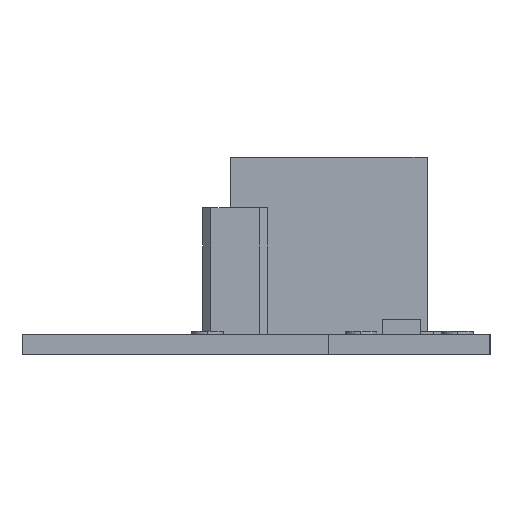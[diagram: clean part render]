
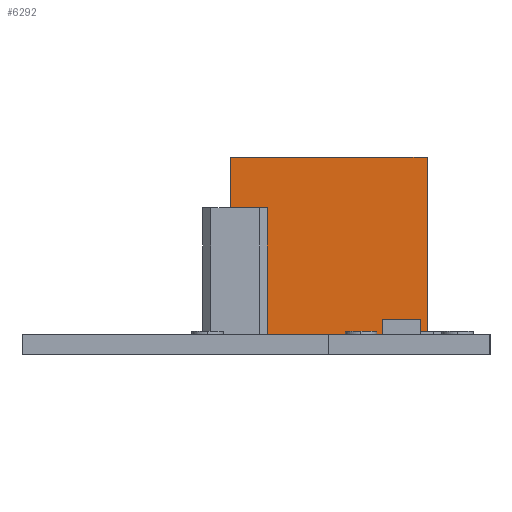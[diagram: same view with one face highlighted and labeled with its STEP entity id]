
A CAD part, left-side view. The second image highlights one B-rep face of the part: STEP entity #6292.
In plain terms, the highlighted free-form (B-spline) face has degree [1, 1] with [2, 2] control points.
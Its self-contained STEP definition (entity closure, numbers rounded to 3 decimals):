
#70 = PLANE('',#71);
#71 = AXIS2_PLACEMENT_3D('',#72,#73,#74);
#72 = CARTESIAN_POINT('',(0.,0.,1.6));
#73 = DIRECTION('',(0.,0.,-1.));
#74 = DIRECTION('',(-1.,0.,0.));
#2029 = VERTEX_POINT('',#2030);
#2030 = CARTESIAN_POINT('',(41.529,4.953,1.6));
#2044 = B_SPLINE_SURFACE_WITH_KNOTS('',1,1,(
    (#2045,#2046)
    ,(#2047,#2048
    )),.UNSPECIFIED.,.F.,.F.,.F.,(2,2),(2,2),(0.,1.),(0.,1.),
  .PIECEWISE_BEZIER_KNOTS.);
#2045 = CARTESIAN_POINT('',(41.529,4.953,15.57));
#2046 = CARTESIAN_POINT('',(41.529,4.953,1.6));
#2047 = CARTESIAN_POINT('',(47.879,4.953,15.57));
#2048 = CARTESIAN_POINT('',(47.879,4.953,1.6));
#2083 = VERTEX_POINT('',#2084);
#2084 = CARTESIAN_POINT('',(41.529,20.447,1.6));
#2096 = B_SPLINE_SURFACE_WITH_KNOTS('',1,1,(
    (#2097,#2098)
    ,(#2099,#2100
    )),.UNSPECIFIED.,.F.,.F.,.F.,(2,2),(2,2),(0.,1.),(0.,1.),
  .PIECEWISE_BEZIER_KNOTS.);
#2097 = CARTESIAN_POINT('',(47.879,20.447,15.57));
#2098 = CARTESIAN_POINT('',(47.879,20.447,1.6));
#2099 = CARTESIAN_POINT('',(41.529,20.447,15.57));
#2100 = CARTESIAN_POINT('',(41.529,20.447,1.6));
#2108 = EDGE_CURVE('',#2083,#2029,#2109,.T.);
#2109 = SURFACE_CURVE('',#2110,(#2113,#2119),.PCURVE_S1.);
#2110 = B_SPLINE_CURVE_WITH_KNOTS('',1,(#2111,#2112),.UNSPECIFIED.,.F.,
  .F.,(2,2),(0.,1.),.PIECEWISE_BEZIER_KNOTS.);
#2111 = CARTESIAN_POINT('',(41.529,20.447,1.6));
#2112 = CARTESIAN_POINT('',(41.529,4.953,1.6));
#2113 = PCURVE('',#70,#2114);
#2114 = DEFINITIONAL_REPRESENTATION('',(#2115),#2118);
#2115 = B_SPLINE_CURVE_WITH_KNOTS('',1,(#2116,#2117),.UNSPECIFIED.,.F.,
  .F.,(2,2),(0.,1.),.PIECEWISE_BEZIER_KNOTS.);
#2116 = CARTESIAN_POINT('',(-41.529,20.447));
#2117 = CARTESIAN_POINT('',(-41.529,4.953));
#2118 = ( GEOMETRIC_REPRESENTATION_CONTEXT(2) 
PARAMETRIC_REPRESENTATION_CONTEXT() REPRESENTATION_CONTEXT('2D SPACE',''
  ) );
#2119 = PCURVE('',#2120,#2125);
#2120 = B_SPLINE_SURFACE_WITH_KNOTS('',1,1,(
    (#2121,#2122)
    ,(#2123,#2124
    )),.UNSPECIFIED.,.F.,.F.,.F.,(2,2),(2,2),(0.,1.),(0.,1.),
  .PIECEWISE_BEZIER_KNOTS.);
#2121 = CARTESIAN_POINT('',(41.529,20.447,15.57));
#2122 = CARTESIAN_POINT('',(41.529,20.447,1.6));
#2123 = CARTESIAN_POINT('',(41.529,4.953,15.57));
#2124 = CARTESIAN_POINT('',(41.529,4.953,1.6));
#2125 = DEFINITIONAL_REPRESENTATION('',(#2126),#2130);
#2126 = LINE('',#2127,#2128);
#2127 = CARTESIAN_POINT('',(0.,1.));
#2128 = VECTOR('',#2129,1.);
#2129 = DIRECTION('',(1.,0.));
#2130 = ( GEOMETRIC_REPRESENTATION_CONTEXT(2) 
PARAMETRIC_REPRESENTATION_CONTEXT() REPRESENTATION_CONTEXT('2D SPACE',''
  ) );
#6224 = EDGE_CURVE('',#6225,#2029,#6227,.T.);
#6225 = VERTEX_POINT('',#6226);
#6226 = CARTESIAN_POINT('',(41.529,4.953,15.57));
#6227 = SURFACE_CURVE('',#6228,(#6231,#6238),.PCURVE_S1.);
#6228 = B_SPLINE_CURVE_WITH_KNOTS('',1,(#6229,#6230),.UNSPECIFIED.,.F.,
  .F.,(2,2),(0.,1.),.PIECEWISE_BEZIER_KNOTS.);
#6229 = CARTESIAN_POINT('',(41.529,4.953,15.57));
#6230 = CARTESIAN_POINT('',(41.529,4.953,1.6));
#6231 = PCURVE('',#2044,#6232);
#6232 = DEFINITIONAL_REPRESENTATION('',(#6233),#6237);
#6233 = LINE('',#6234,#6235);
#6234 = CARTESIAN_POINT('',(0.,0.));
#6235 = VECTOR('',#6236,1.);
#6236 = DIRECTION('',(0.,1.));
#6237 = ( GEOMETRIC_REPRESENTATION_CONTEXT(2) 
PARAMETRIC_REPRESENTATION_CONTEXT() REPRESENTATION_CONTEXT('2D SPACE',''
  ) );
#6238 = PCURVE('',#2120,#6239);
#6239 = DEFINITIONAL_REPRESENTATION('',(#6240),#6244);
#6240 = LINE('',#6241,#6242);
#6241 = CARTESIAN_POINT('',(1.,0.));
#6242 = VECTOR('',#6243,1.);
#6243 = DIRECTION('',(0.,1.));
#6244 = ( GEOMETRIC_REPRESENTATION_CONTEXT(2) 
PARAMETRIC_REPRESENTATION_CONTEXT() REPRESENTATION_CONTEXT('2D SPACE',''
  ) );
#6261 = PLANE('',#6262);
#6262 = AXIS2_PLACEMENT_3D('',#6263,#6264,#6265);
#6263 = CARTESIAN_POINT('',(47.879,4.953,15.57));
#6264 = DIRECTION('',(0.,0.,-1.));
#6265 = DIRECTION('',(-1.,0.,0.));
#6292 = ADVANCED_FACE('',(#6293),#2120,.F.);
#6293 = FACE_BOUND('',#6294,.F.);
#6294 = EDGE_LOOP('',(#6295,#6317,#6336,#6337));
#6295 = ORIENTED_EDGE('',*,*,#6296,.F.);
#6296 = EDGE_CURVE('',#6297,#2083,#6299,.T.);
#6297 = VERTEX_POINT('',#6298);
#6298 = CARTESIAN_POINT('',(41.529,20.447,15.57));
#6299 = SURFACE_CURVE('',#6300,(#6303,#6310),.PCURVE_S1.);
#6300 = B_SPLINE_CURVE_WITH_KNOTS('',1,(#6301,#6302),.UNSPECIFIED.,.F.,
  .F.,(2,2),(0.,1.),.PIECEWISE_BEZIER_KNOTS.);
#6301 = CARTESIAN_POINT('',(41.529,20.447,15.57));
#6302 = CARTESIAN_POINT('',(41.529,20.447,1.6));
#6303 = PCURVE('',#2120,#6304);
#6304 = DEFINITIONAL_REPRESENTATION('',(#6305),#6309);
#6305 = LINE('',#6306,#6307);
#6306 = CARTESIAN_POINT('',(0.,0.));
#6307 = VECTOR('',#6308,1.);
#6308 = DIRECTION('',(0.,1.));
#6309 = ( GEOMETRIC_REPRESENTATION_CONTEXT(2) 
PARAMETRIC_REPRESENTATION_CONTEXT() REPRESENTATION_CONTEXT('2D SPACE',''
  ) );
#6310 = PCURVE('',#2096,#6311);
#6311 = DEFINITIONAL_REPRESENTATION('',(#6312),#6316);
#6312 = LINE('',#6313,#6314);
#6313 = CARTESIAN_POINT('',(1.,0.));
#6314 = VECTOR('',#6315,1.);
#6315 = DIRECTION('',(0.,1.));
#6316 = ( GEOMETRIC_REPRESENTATION_CONTEXT(2) 
PARAMETRIC_REPRESENTATION_CONTEXT() REPRESENTATION_CONTEXT('2D SPACE',''
  ) );
#6317 = ORIENTED_EDGE('',*,*,#6318,.T.);
#6318 = EDGE_CURVE('',#6297,#6225,#6319,.T.);
#6319 = SURFACE_CURVE('',#6320,(#6323,#6330),.PCURVE_S1.);
#6320 = B_SPLINE_CURVE_WITH_KNOTS('',1,(#6321,#6322),.UNSPECIFIED.,.F.,
  .F.,(2,2),(0.,1.),.PIECEWISE_BEZIER_KNOTS.);
#6321 = CARTESIAN_POINT('',(41.529,20.447,15.57));
#6322 = CARTESIAN_POINT('',(41.529,4.953,15.57));
#6323 = PCURVE('',#2120,#6324);
#6324 = DEFINITIONAL_REPRESENTATION('',(#6325),#6329);
#6325 = LINE('',#6326,#6327);
#6326 = CARTESIAN_POINT('',(0.,0.));
#6327 = VECTOR('',#6328,1.);
#6328 = DIRECTION('',(1.,0.));
#6329 = ( GEOMETRIC_REPRESENTATION_CONTEXT(2) 
PARAMETRIC_REPRESENTATION_CONTEXT() REPRESENTATION_CONTEXT('2D SPACE',''
  ) );
#6330 = PCURVE('',#6261,#6331);
#6331 = DEFINITIONAL_REPRESENTATION('',(#6332),#6335);
#6332 = B_SPLINE_CURVE_WITH_KNOTS('',1,(#6333,#6334),.UNSPECIFIED.,.F.,
  .F.,(2,2),(0.,1.),.PIECEWISE_BEZIER_KNOTS.);
#6333 = CARTESIAN_POINT('',(6.35,15.494));
#6334 = CARTESIAN_POINT('',(6.35,0.));
#6335 = ( GEOMETRIC_REPRESENTATION_CONTEXT(2) 
PARAMETRIC_REPRESENTATION_CONTEXT() REPRESENTATION_CONTEXT('2D SPACE',''
  ) );
#6336 = ORIENTED_EDGE('',*,*,#6224,.T.);
#6337 = ORIENTED_EDGE('',*,*,#2108,.F.);
